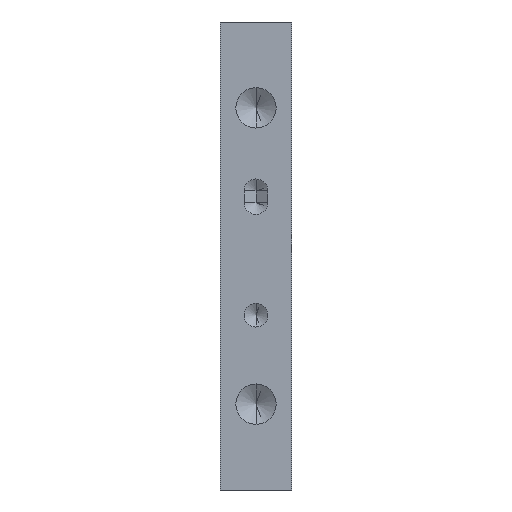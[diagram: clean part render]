
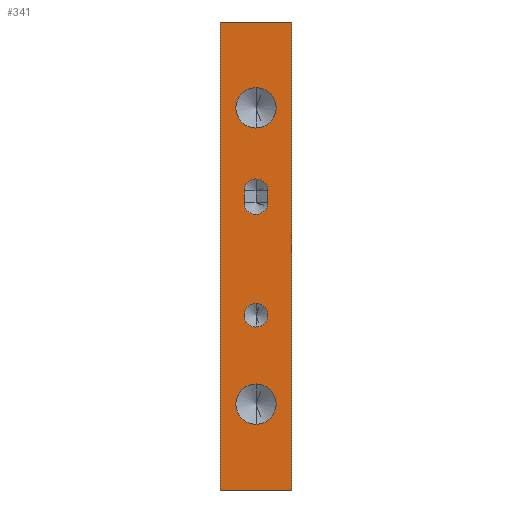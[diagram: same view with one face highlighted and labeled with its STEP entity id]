
A CAD part, left-side view. The second image highlights one B-rep face of the part: STEP entity #341.
In plain terms, the highlighted planar face has unit normal (-1, 0, 0).
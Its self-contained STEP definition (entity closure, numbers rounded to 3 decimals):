
#18 = EDGE_CURVE ( 'NONE', #989, #424, #538, .T. ) ;
#21 = DIRECTION ( 'NONE',  ( -1., 0., 0. ) ) ;
#22 = CARTESIAN_POINT ( 'NONE',  ( -51., -6., -39.5 ) ) ;
#60 = EDGE_CURVE ( 'NONE', #380, #576, #1343, .T. ) ;
#61 = EDGE_LOOP ( 'NONE', ( #216, #1125, #1566, #1279, #1514 ) ) ;
#65 = DIRECTION ( 'NONE',  ( 0., 0., 1. ) ) ;
#66 = FACE_BOUND ( 'NONE', #61, .T. ) ;
#70 = CIRCLE ( 'NONE', #491, 2. ) ;
#71 = EDGE_CURVE ( 'NONE', #1480, #624, #1613, .T. ) ;
#89 = ORIENTED_EDGE ( 'NONE', *, *, #482, .F. ) ;
#90 = VERTEX_POINT ( 'NONE', #1286 ) ;
#133 = AXIS2_PLACEMENT_3D ( 'NONE', #334, #1170, #371 ) ;
#135 = DIRECTION ( 'NONE',  ( 0., -1., 0. ) ) ;
#154 = CARTESIAN_POINT ( 'NONE',  ( -51., 6., 39.5 ) ) ;
#158 = LINE ( 'NONE', #1637, #837 ) ;
#195 = DIRECTION ( 'NONE',  ( -1., 0., 0. ) ) ;
#216 = ORIENTED_EDGE ( 'NONE', *, *, #1054, .F. ) ;
#223 = CARTESIAN_POINT ( 'NONE',  ( -51., -2., 9. ) ) ;
#235 = VERTEX_POINT ( 'NONE', #528 ) ;
#244 = LINE ( 'NONE', #638, #1644 ) ;
#284 = DIRECTION ( 'NONE',  ( 0., 0., 1. ) ) ;
#287 = CIRCLE ( 'NONE', #580, 2. ) ;
#334 = CARTESIAN_POINT ( 'NONE',  ( -51., 0., 25. ) ) ;
#337 = ORIENTED_EDGE ( 'NONE', *, *, #18, .F. ) ;
#338 = ORIENTED_EDGE ( 'NONE', *, *, #825, .T. ) ;
#341 = ADVANCED_FACE ( 'NONE', ( #1199, #474, #738, #1311, #66 ), #1228, .T. ) ;
#368 = LINE ( 'NONE', #1057, #1095 ) ;
#371 = DIRECTION ( 'NONE',  ( 0., 0., 1. ) ) ;
#376 = AXIS2_PLACEMENT_3D ( 'NONE', #532, #668, #1080 ) ;
#380 = VERTEX_POINT ( 'NONE', #1386 ) ;
#397 = CARTESIAN_POINT ( 'NONE',  ( -51., 6., -39.5 ) ) ;
#416 = AXIS2_PLACEMENT_3D ( 'NONE', #1278, #195, #65 ) ;
#424 = VERTEX_POINT ( 'NONE', #985 ) ;
#434 = DIRECTION ( 'NONE',  ( 0., 0., 1. ) ) ;
#446 = DIRECTION ( 'NONE',  ( -1., 0., 0. ) ) ;
#451 = DIRECTION ( 'NONE',  ( 0., 0., 1. ) ) ;
#469 = EDGE_LOOP ( 'NONE', ( #505, #1505 ) ) ;
#474 = FACE_BOUND ( 'NONE', #1312, .T. ) ;
#482 = EDGE_CURVE ( 'NONE', #424, #989, #669, .T. ) ;
#491 = AXIS2_PLACEMENT_3D ( 'NONE', #743, #1428, #593 ) ;
#495 = ORIENTED_EDGE ( 'NONE', *, *, #594, .F. ) ;
#505 = ORIENTED_EDGE ( 'NONE', *, *, #569, .F. ) ;
#513 = VECTOR ( 'NONE', #1429, 1000. ) ;
#518 = CIRCLE ( 'NONE', #548, 2. ) ;
#528 = CARTESIAN_POINT ( 'NONE',  ( -51., -2., 9. ) ) ;
#532 = CARTESIAN_POINT ( 'NONE',  ( -51., 0., 11. ) ) ;
#538 = CIRCLE ( 'NONE', #416, 3.4 ) ;
#548 = AXIS2_PLACEMENT_3D ( 'NONE', #658, #1076, #1494 ) ;
#569 = EDGE_CURVE ( 'NONE', #1046, #90, #70, .T. ) ;
#576 = VERTEX_POINT ( 'NONE', #1021 ) ;
#580 = AXIS2_PLACEMENT_3D ( 'NONE', #858, #1113, #706 ) ;
#593 = DIRECTION ( 'NONE',  ( 0., 0., 1. ) ) ;
#594 = EDGE_CURVE ( 'NONE', #1540, #688, #1557, .T. ) ;
#596 = VERTEX_POINT ( 'NONE', #616 ) ;
#616 = CARTESIAN_POINT ( 'NONE',  ( -51., 6., -39.5 ) ) ;
#618 = EDGE_CURVE ( 'NONE', #235, #380, #811, .T. ) ;
#624 = VERTEX_POINT ( 'NONE', #1585 ) ;
#625 = DIRECTION ( 'NONE',  ( -1., 0., 0. ) ) ;
#638 = CARTESIAN_POINT ( 'NONE',  ( -51., -6., 39.5 ) ) ;
#653 = EDGE_CURVE ( 'NONE', #1672, #814, #244, .T. ) ;
#654 = CARTESIAN_POINT ( 'NONE',  ( -51., 0., 21.6 ) ) ;
#658 = CARTESIAN_POINT ( 'NONE',  ( -51., 0., 9. ) ) ;
#668 = DIRECTION ( 'NONE',  ( -1., 0., 0. ) ) ;
#669 = CIRCLE ( 'NONE', #904, 3.4 ) ;
#676 = EDGE_CURVE ( 'NONE', #596, #1207, #1149, .T. ) ;
#688 = VERTEX_POINT ( 'NONE', #654 ) ;
#706 = DIRECTION ( 'NONE',  ( 0., 0., 1. ) ) ;
#738 = FACE_BOUND ( 'NONE', #1587, .T. ) ;
#743 = CARTESIAN_POINT ( 'NONE',  ( -51., 0., -10. ) ) ;
#761 = DIRECTION ( 'NONE',  ( 0., 0., 1. ) ) ;
#768 = DIRECTION ( 'NONE',  ( 0., 0., 1. ) ) ;
#811 = LINE ( 'NONE', #223, #1280 ) ;
#814 = VERTEX_POINT ( 'NONE', #154 ) ;
#819 = CIRCLE ( 'NONE', #133, 3.4 ) ;
#825 = EDGE_CURVE ( 'NONE', #1207, #1672, #158, .T. ) ;
#837 = VECTOR ( 'NONE', #434, 1000. ) ;
#858 = CARTESIAN_POINT ( 'NONE',  ( -51., 0., -10. ) ) ;
#866 = ORIENTED_EDGE ( 'NONE', *, *, #676, .T. ) ;
#887 = DIRECTION ( 'NONE',  ( 0., 0., 1. ) ) ;
#904 = AXIS2_PLACEMENT_3D ( 'NONE', #1242, #446, #451 ) ;
#909 = CARTESIAN_POINT ( 'NONE',  ( -51., -6., 39.5 ) ) ;
#924 = DIRECTION ( 'NONE',  ( 0., 1., 0. ) ) ;
#956 = CARTESIAN_POINT ( 'NONE',  ( -51., 0., 0. ) ) ;
#983 = EDGE_CURVE ( 'NONE', #90, #1046, #287, .T. ) ;
#985 = CARTESIAN_POINT ( 'NONE',  ( -51., 0., -28.4 ) ) ;
#989 = VERTEX_POINT ( 'NONE', #1122 ) ;
#990 = VECTOR ( 'NONE', #135, 1000. ) ;
#1002 = CARTESIAN_POINT ( 'NONE',  ( -51., 0., -8. ) ) ;
#1012 = ORIENTED_EDGE ( 'NONE', *, *, #1387, .T. ) ;
#1021 = CARTESIAN_POINT ( 'NONE',  ( -51., 0., 13. ) ) ;
#1046 = VERTEX_POINT ( 'NONE', #1002 ) ;
#1054 = EDGE_CURVE ( 'NONE', #1480, #235, #518, .T. ) ;
#1057 = CARTESIAN_POINT ( 'NONE',  ( -51., 6., 39.5 ) ) ;
#1076 = DIRECTION ( 'NONE',  ( -1., 0., 0. ) ) ;
#1080 = DIRECTION ( 'NONE',  ( 0., 0., 1. ) ) ;
#1095 = VECTOR ( 'NONE', #1478, 1000. ) ;
#1113 = DIRECTION ( 'NONE',  ( -1., 0., 0. ) ) ;
#1122 = CARTESIAN_POINT ( 'NONE',  ( -51., 0., -21.6 ) ) ;
#1125 = ORIENTED_EDGE ( 'NONE', *, *, #71, .T. ) ;
#1149 = LINE ( 'NONE', #397, #990 ) ;
#1170 = DIRECTION ( 'NONE',  ( -1., 0., 0. ) ) ;
#1199 = FACE_BOUND ( 'NONE', #469, .T. ) ;
#1207 = VERTEX_POINT ( 'NONE', #22 ) ;
#1209 = AXIS2_PLACEMENT_3D ( 'NONE', #1575, #625, #761 ) ;
#1228 = PLANE ( 'NONE',  #1571 ) ;
#1242 = CARTESIAN_POINT ( 'NONE',  ( -51., 0., -25. ) ) ;
#1265 = DIRECTION ( 'NONE',  ( -1., 0., 0. ) ) ;
#1278 = CARTESIAN_POINT ( 'NONE',  ( -51., 0., -25. ) ) ;
#1279 = ORIENTED_EDGE ( 'NONE', *, *, #60, .F. ) ;
#1280 = VECTOR ( 'NONE', #768, 1000. ) ;
#1286 = CARTESIAN_POINT ( 'NONE',  ( -51., 0., -12. ) ) ;
#1311 = FACE_OUTER_BOUND ( 'NONE', #1351, .T. ) ;
#1312 = EDGE_LOOP ( 'NONE', ( #495, #1427 ) ) ;
#1343 = CIRCLE ( 'NONE', #1542, 2. ) ;
#1351 = EDGE_LOOP ( 'NONE', ( #866, #338, #1752, #1012 ) ) ;
#1386 = CARTESIAN_POINT ( 'NONE',  ( -51., -2., 11. ) ) ;
#1387 = EDGE_CURVE ( 'NONE', #814, #596, #368, .T. ) ;
#1427 = ORIENTED_EDGE ( 'NONE', *, *, #1707, .F. ) ;
#1428 = DIRECTION ( 'NONE',  ( -1., 0., 0. ) ) ;
#1429 = DIRECTION ( 'NONE',  ( 0., 0., 1. ) ) ;
#1462 = EDGE_CURVE ( 'NONE', #576, #624, #1589, .T. ) ;
#1478 = DIRECTION ( 'NONE',  ( 0., 0., -1. ) ) ;
#1480 = VERTEX_POINT ( 'NONE', #1502 ) ;
#1494 = DIRECTION ( 'NONE',  ( 0., 0., 1. ) ) ;
#1502 = CARTESIAN_POINT ( 'NONE',  ( -51., 2., 9. ) ) ;
#1505 = ORIENTED_EDGE ( 'NONE', *, *, #983, .F. ) ;
#1514 = ORIENTED_EDGE ( 'NONE', *, *, #618, .F. ) ;
#1521 = CARTESIAN_POINT ( 'NONE',  ( -51., 0., 28.4 ) ) ;
#1540 = VERTEX_POINT ( 'NONE', #1521 ) ;
#1542 = AXIS2_PLACEMENT_3D ( 'NONE', #1696, #1265, #887 ) ;
#1557 = CIRCLE ( 'NONE', #1209, 3.4 ) ;
#1566 = ORIENTED_EDGE ( 'NONE', *, *, #1462, .F. ) ;
#1571 = AXIS2_PLACEMENT_3D ( 'NONE', #956, #21, #284 ) ;
#1575 = CARTESIAN_POINT ( 'NONE',  ( -51., 0., 25. ) ) ;
#1585 = CARTESIAN_POINT ( 'NONE',  ( -51., 2., 11. ) ) ;
#1587 = EDGE_LOOP ( 'NONE', ( #337, #89 ) ) ;
#1589 = CIRCLE ( 'NONE', #376, 2. ) ;
#1613 = LINE ( 'NONE', #1674, #513 ) ;
#1637 = CARTESIAN_POINT ( 'NONE',  ( -51., -6., -39.5 ) ) ;
#1644 = VECTOR ( 'NONE', #924, 1000. ) ;
#1672 = VERTEX_POINT ( 'NONE', #909 ) ;
#1674 = CARTESIAN_POINT ( 'NONE',  ( -51., 2., 9. ) ) ;
#1696 = CARTESIAN_POINT ( 'NONE',  ( -51., 0., 11. ) ) ;
#1707 = EDGE_CURVE ( 'NONE', #688, #1540, #819, .T. ) ;
#1752 = ORIENTED_EDGE ( 'NONE', *, *, #653, .T. ) ;
